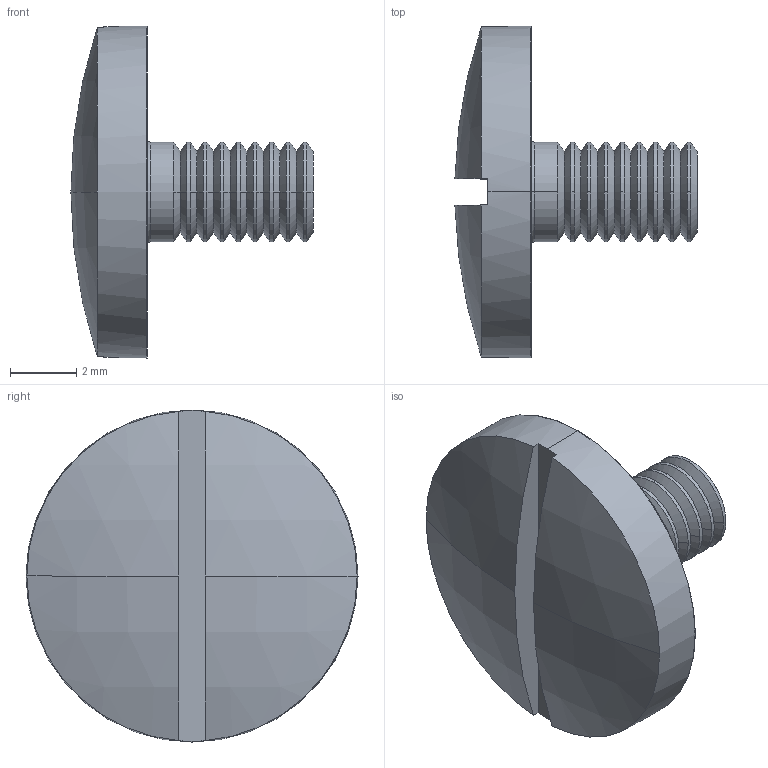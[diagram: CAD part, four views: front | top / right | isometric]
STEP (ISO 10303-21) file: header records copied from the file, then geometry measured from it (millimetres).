
FILE_DESCRIPTION (( 'STEP AP214' ), '1' );
FILE_NAME ('Screw M3 x 5 x10 Binding.STEP', '2025-07-06T08:34:26', ( '' ), ( '' ), 'SwSTEP 2.0', 'SolidWorks 2025', '' );
FILE_SCHEMA (( 'AUTOMOTIVE_DESIGN' ));
Length unit declared in the file: millimetre
Products named in the file (1): Screw M3 x 5 x10 Binding_JIS B 1101 Binding head screw M3 x 5 --5S
Bounding box: 7.29 x 10 x 10 mm (x, y, z)
Volume: 173.9 mm3; surface area: 282 mm2
Topology: 1 solids, 1 shells, 67 faces, 172 edges, 108 vertices
Faces by surface type: cone 36, cylinder 20, plane 5, sphere 4, torus 2
Entity records: 2126 total; most frequent: DIRECTION 414, CARTESIAN_POINT 372, ORIENTED_EDGE 344, AXIS2_PLACEMENT_3D 178, EDGE_CURVE 172, CIRCLE 110, VERTEX_POINT 108, EDGE_LOOP 68
